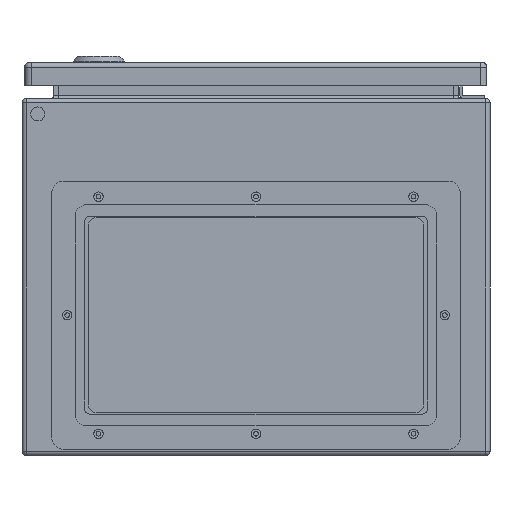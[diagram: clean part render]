
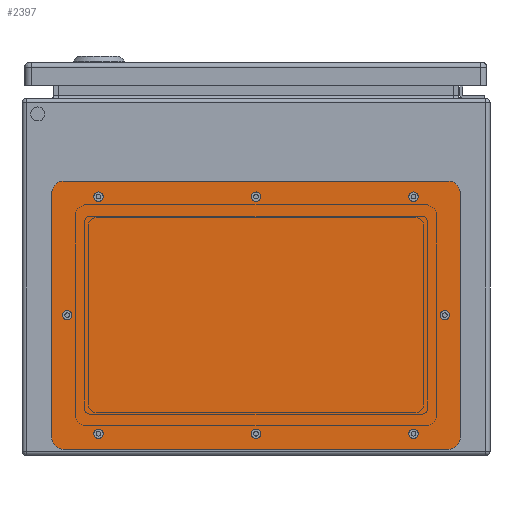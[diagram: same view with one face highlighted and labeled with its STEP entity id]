
A CAD part, front view. The second image highlights one B-rep face of the part: STEP entity #2397.
In plain terms, the highlighted face is planar.
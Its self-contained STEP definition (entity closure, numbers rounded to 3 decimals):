
#1561=FACE_BOUND('',#3548,.T.);
#1562=FACE_BOUND('',#3549,.T.);
#1563=FACE_BOUND('',#3550,.T.);
#1564=FACE_BOUND('',#3551,.T.);
#1565=FACE_BOUND('',#3552,.T.);
#1566=FACE_BOUND('',#3553,.T.);
#1567=FACE_BOUND('',#3554,.T.);
#1568=FACE_BOUND('',#3555,.T.);
#1569=FACE_BOUND('',#3556,.T.);
#1998=CIRCLE('',#9524,8.);
#1999=CIRCLE('',#9527,8.);
#2000=CIRCLE('',#9530,8.);
#2001=CIRCLE('',#9533,8.);
#2002=CIRCLE('',#9536,3.);
#2003=CIRCLE('',#9537,3.);
#2004=CIRCLE('',#9538,3.);
#2005=CIRCLE('',#9539,3.);
#2006=CIRCLE('',#9540,3.);
#2007=CIRCLE('',#9541,3.);
#2008=CIRCLE('',#9542,3.);
#2009=CIRCLE('',#9543,3.);
#2397=ADVANCED_FACE('',(#1561,#1562,#1563,#1564,#1565,#1566,#1567,#1568,
#1569),#2726,.T.);
#2726=PLANE('',#9544);
#3548=EDGE_LOOP('',(#4717));
#3549=EDGE_LOOP('',(#4718));
#3550=EDGE_LOOP('',(#4719));
#3551=EDGE_LOOP('',(#4720));
#3552=EDGE_LOOP('',(#4721));
#3553=EDGE_LOOP('',(#4722));
#3554=EDGE_LOOP('',(#4723));
#3555=EDGE_LOOP('',(#4724));
#3556=EDGE_LOOP('',(#4725,#4726,#4727,#4728,#4729,#4730,#4731,#4732));
#4717=ORIENTED_EDGE('',*,*,#7216,.F.);
#4718=ORIENTED_EDGE('',*,*,#7217,.F.);
#4719=ORIENTED_EDGE('',*,*,#7218,.F.);
#4720=ORIENTED_EDGE('',*,*,#7219,.F.);
#4721=ORIENTED_EDGE('',*,*,#7220,.F.);
#4722=ORIENTED_EDGE('',*,*,#7221,.F.);
#4723=ORIENTED_EDGE('',*,*,#7222,.F.);
#4724=ORIENTED_EDGE('',*,*,#7223,.F.);
#4725=ORIENTED_EDGE('',*,*,#7201,.T.);
#4726=ORIENTED_EDGE('',*,*,#7204,.T.);
#4727=ORIENTED_EDGE('',*,*,#7206,.T.);
#4728=ORIENTED_EDGE('',*,*,#7208,.T.);
#4729=ORIENTED_EDGE('',*,*,#7210,.T.);
#4730=ORIENTED_EDGE('',*,*,#7212,.T.);
#4731=ORIENTED_EDGE('',*,*,#7214,.T.);
#4732=ORIENTED_EDGE('',*,*,#7215,.T.);
#6335=VERTEX_POINT('',#13435);
#6336=VERTEX_POINT('',#13437);
#6337=VERTEX_POINT('',#13441);
#6338=VERTEX_POINT('',#13445);
#6339=VERTEX_POINT('',#13449);
#6340=VERTEX_POINT('',#13453);
#6341=VERTEX_POINT('',#13457);
#6342=VERTEX_POINT('',#13461);
#6343=VERTEX_POINT('',#13467);
#6344=VERTEX_POINT('',#13469);
#6345=VERTEX_POINT('',#13471);
#6346=VERTEX_POINT('',#13473);
#6347=VERTEX_POINT('',#13475);
#6348=VERTEX_POINT('',#13477);
#6349=VERTEX_POINT('',#13479);
#6350=VERTEX_POINT('',#13481);
#7201=EDGE_CURVE('',#6336,#6335,#1998,.T.);
#7204=EDGE_CURVE('',#6335,#6337,#8082,.T.);
#7206=EDGE_CURVE('',#6337,#6338,#1999,.T.);
#7208=EDGE_CURVE('',#6338,#6339,#8085,.T.);
#7210=EDGE_CURVE('',#6339,#6340,#2000,.T.);
#7212=EDGE_CURVE('',#6340,#6341,#8088,.T.);
#7214=EDGE_CURVE('',#6341,#6342,#2001,.T.);
#7215=EDGE_CURVE('',#6342,#6336,#8090,.T.);
#7216=EDGE_CURVE('',#6343,#6343,#2002,.T.);
#7217=EDGE_CURVE('',#6344,#6344,#2003,.T.);
#7218=EDGE_CURVE('',#6345,#6345,#2004,.T.);
#7219=EDGE_CURVE('',#6346,#6346,#2005,.T.);
#7220=EDGE_CURVE('',#6347,#6347,#2006,.T.);
#7221=EDGE_CURVE('',#6348,#6348,#2007,.T.);
#7222=EDGE_CURVE('',#6349,#6349,#2008,.T.);
#7223=EDGE_CURVE('',#6350,#6350,#2009,.T.);
#8082=LINE('',#13442,#8710);
#8085=LINE('',#13450,#8713);
#8088=LINE('',#13458,#8716);
#8090=LINE('',#13464,#8718);
#8710=VECTOR('',#11016,1.);
#8713=VECTOR('',#11025,1.);
#8716=VECTOR('',#11034,1.);
#8718=VECTOR('',#11042,1.);
#9524=AXIS2_PLACEMENT_3D('',#13436,#11010,#11011);
#9527=AXIS2_PLACEMENT_3D('',#13446,#11020,#11021);
#9530=AXIS2_PLACEMENT_3D('',#13454,#11029,#11030);
#9533=AXIS2_PLACEMENT_3D('',#13462,#11038,#11039);
#9536=AXIS2_PLACEMENT_3D('',#13466,#11045,#11046);
#9537=AXIS2_PLACEMENT_3D('',#13468,#11047,#11048);
#9538=AXIS2_PLACEMENT_3D('',#13470,#11049,#11050);
#9539=AXIS2_PLACEMENT_3D('',#13472,#11051,#11052);
#9540=AXIS2_PLACEMENT_3D('',#13474,#11053,#11054);
#9541=AXIS2_PLACEMENT_3D('',#13476,#11055,#11056);
#9542=AXIS2_PLACEMENT_3D('',#13478,#11057,#11058);
#9543=AXIS2_PLACEMENT_3D('',#13480,#11059,#11060);
#9544=AXIS2_PLACEMENT_3D('',#13482,#11061,#11062);
#11010=DIRECTION('',(0.,0.,-1.));
#11011=DIRECTION('',(1.,0.,0.));
#11016=DIRECTION('',(1.,0.,0.));
#11020=DIRECTION('',(0.,0.,-1.));
#11021=DIRECTION('',(1.,0.,0.));
#11025=DIRECTION('',(0.,-1.,0.));
#11029=DIRECTION('',(0.,0.,-1.));
#11030=DIRECTION('',(1.,0.,0.));
#11034=DIRECTION('',(-1.,0.,0.));
#11038=DIRECTION('',(0.,0.,-1.));
#11039=DIRECTION('',(1.,0.,0.));
#11042=DIRECTION('',(0.,1.,0.));
#11045=DIRECTION('',(0.,0.,-1.));
#11046=DIRECTION('',(-1.,0.,0.));
#11047=DIRECTION('',(0.,0.,-1.));
#11048=DIRECTION('',(-1.,0.,0.));
#11049=DIRECTION('',(0.,0.,-1.));
#11050=DIRECTION('',(-1.,0.,0.));
#11051=DIRECTION('',(0.,0.,-1.));
#11052=DIRECTION('',(-1.,0.,0.));
#11053=DIRECTION('',(0.,0.,-1.));
#11054=DIRECTION('',(-1.,0.,0.));
#11055=DIRECTION('',(0.,0.,-1.));
#11056=DIRECTION('',(-1.,0.,0.));
#11057=DIRECTION('',(0.,0.,-1.));
#11058=DIRECTION('',(-1.,0.,0.));
#11059=DIRECTION('',(0.,0.,-1.));
#11060=DIRECTION('',(-1.,0.,0.));
#11061=DIRECTION('',(0.,0.,-1.));
#11062=DIRECTION('',(-1.,0.,0.));
#13435=CARTESIAN_POINT('',(-123.,86.,-2.));
#13436=CARTESIAN_POINT('',(-123.,78.,-2.));
#13437=CARTESIAN_POINT('',(-131.,78.,-2.));
#13441=CARTESIAN_POINT('',(123.,86.,-2.));
#13442=CARTESIAN_POINT('',(-123.,86.,-2.));
#13445=CARTESIAN_POINT('',(131.,78.,-2.));
#13446=CARTESIAN_POINT('',(123.,78.,-2.));
#13449=CARTESIAN_POINT('',(131.,-78.,-2.));
#13450=CARTESIAN_POINT('',(131.,78.,-2.));
#13453=CARTESIAN_POINT('',(123.,-86.,-2.));
#13454=CARTESIAN_POINT('',(123.,-78.,-2.));
#13457=CARTESIAN_POINT('',(-123.,-86.,-2.));
#13458=CARTESIAN_POINT('',(123.,-86.,-2.));
#13461=CARTESIAN_POINT('',(-131.,-78.,-2.));
#13462=CARTESIAN_POINT('',(-123.,-78.,-2.));
#13464=CARTESIAN_POINT('',(-131.,-78.,-2.));
#13466=CARTESIAN_POINT('',(101.,-76.,-2.));
#13467=CARTESIAN_POINT('',(98.,-76.,-2.));
#13468=CARTESIAN_POINT('',(101.,76.,-2.));
#13469=CARTESIAN_POINT('',(98.,76.,-2.));
#13470=CARTESIAN_POINT('',(0.,-76.,-2.));
#13471=CARTESIAN_POINT('',(-3.,-76.,-2.));
#13472=CARTESIAN_POINT('',(0.,76.,-2.));
#13473=CARTESIAN_POINT('',(-3.,76.,-2.));
#13474=CARTESIAN_POINT('',(-101.,-76.,-2.));
#13475=CARTESIAN_POINT('',(-104.,-76.,-2.));
#13476=CARTESIAN_POINT('',(-101.,76.,-2.));
#13477=CARTESIAN_POINT('',(-104.,76.,-2.));
#13478=CARTESIAN_POINT('',(121.,0.,-2.));
#13479=CARTESIAN_POINT('',(118.,0.,-2.));
#13480=CARTESIAN_POINT('',(-121.,0.,-2.));
#13481=CARTESIAN_POINT('',(-124.,0.,-2.));
#13482=CARTESIAN_POINT('',(-123.,78.,-2.));
